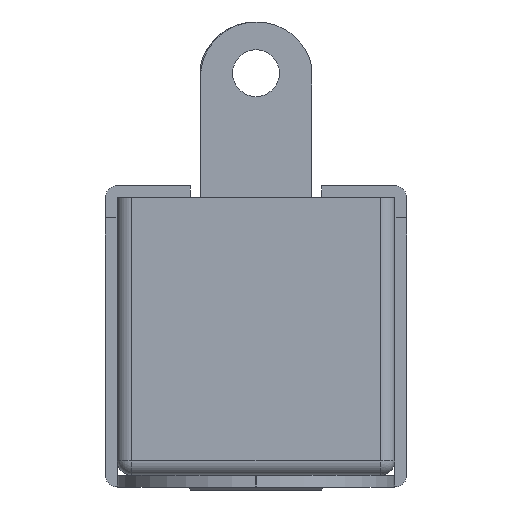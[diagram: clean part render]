
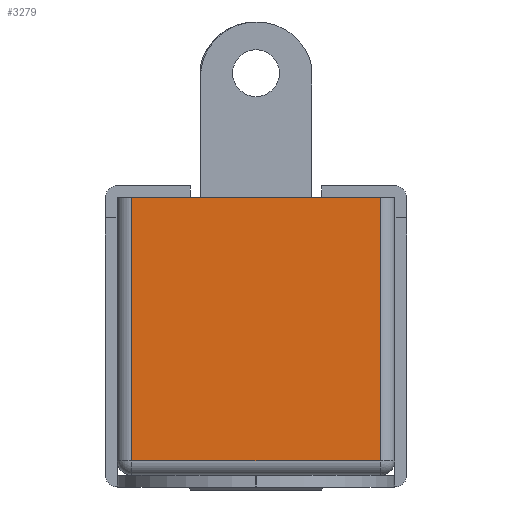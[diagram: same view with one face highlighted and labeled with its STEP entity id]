
A CAD part, left-side view. The second image highlights one B-rep face of the part: STEP entity #3279.
In plain terms, the highlighted planar face has unit normal (-1, 0, 0).
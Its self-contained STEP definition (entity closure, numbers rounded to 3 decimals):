
#105 = EDGE_CURVE ( 'NONE', #4156, #2278, #1875, .T. ) ;
#344 = DIRECTION ( 'NONE',  ( 0., 0., 1. ) ) ;
#452 = CARTESIAN_POINT ( 'NONE',  ( -3.179, 28.658, 58.897 ) ) ;
#469 = DIRECTION ( 'NONE',  ( 1., 0., 0. ) ) ;
#567 = EDGE_CURVE ( 'NONE', #2278, #1808, #1975, .T. ) ;
#730 = ORIENTED_EDGE ( 'NONE', *, *, #567, .T. ) ;
#761 = VECTOR ( 'NONE', #4369, 1000. ) ;
#859 = ORIENTED_EDGE ( 'NONE', *, *, #5308, .F. ) ;
#1036 = CARTESIAN_POINT ( 'NONE',  ( -3.179, 46.658, 58.897 ) ) ;
#1217 = LINE ( 'NONE', #5287, #4377 ) ;
#1322 = VECTOR ( 'NONE', #3643, 1000. ) ;
#1441 = LINE ( 'NONE', #3242, #1322 ) ;
#1631 = VERTEX_POINT ( 'NONE', #2543 ) ;
#1801 = ORIENTED_EDGE ( 'NONE', *, *, #105, .T. ) ;
#1808 = VERTEX_POINT ( 'NONE', #2686 ) ;
#1875 = LINE ( 'NONE', #4494, #2875 ) ;
#1975 = LINE ( 'NONE', #2704, #761 ) ;
#2103 = PLANE ( 'NONE',  #2874 ) ;
#2264 = CARTESIAN_POINT ( 'NONE',  ( -3.179, 46.658, 40.897 ) ) ;
#2278 = VERTEX_POINT ( 'NONE', #2264 ) ;
#2428 = FACE_OUTER_BOUND ( 'NONE', #5049, .T. ) ;
#2543 = CARTESIAN_POINT ( 'NONE',  ( -3.179, 29.658, 58.897 ) ) ;
#2686 = CARTESIAN_POINT ( 'NONE',  ( -3.179, 29.658, 40.897 ) ) ;
#2704 = CARTESIAN_POINT ( 'NONE',  ( -3.179, 28.658, 40.897 ) ) ;
#2838 = DIRECTION ( 'NONE',  ( 0., 0., -1. ) ) ;
#2874 = AXIS2_PLACEMENT_3D ( 'NONE', #452, #469, #3370 ) ;
#2875 = VECTOR ( 'NONE', #2838, 1000. ) ;
#3242 = CARTESIAN_POINT ( 'NONE',  ( -3.179, 28.658, 58.897 ) ) ;
#3279 = ADVANCED_FACE ( 'NONE', ( #2428 ), #2103, .F. ) ;
#3370 = DIRECTION ( 'NONE',  ( 0., 0., -1. ) ) ;
#3643 = DIRECTION ( 'NONE',  ( 0., -1., 0. ) ) ;
#4156 = VERTEX_POINT ( 'NONE', #1036 ) ;
#4369 = DIRECTION ( 'NONE',  ( 0., -1., 0. ) ) ;
#4377 = VECTOR ( 'NONE', #344, 1000. ) ;
#4494 = CARTESIAN_POINT ( 'NONE',  ( -3.179, 46.658, 58.897 ) ) ;
#4763 = EDGE_CURVE ( 'NONE', #1808, #1631, #1217, .T. ) ;
#4978 = ORIENTED_EDGE ( 'NONE', *, *, #4763, .T. ) ;
#5049 = EDGE_LOOP ( 'NONE', ( #859, #1801, #730, #4978 ) ) ;
#5287 = CARTESIAN_POINT ( 'NONE',  ( -3.179, 29.658, 58.897 ) ) ;
#5308 = EDGE_CURVE ( 'NONE', #4156, #1631, #1441, .T. ) ;
